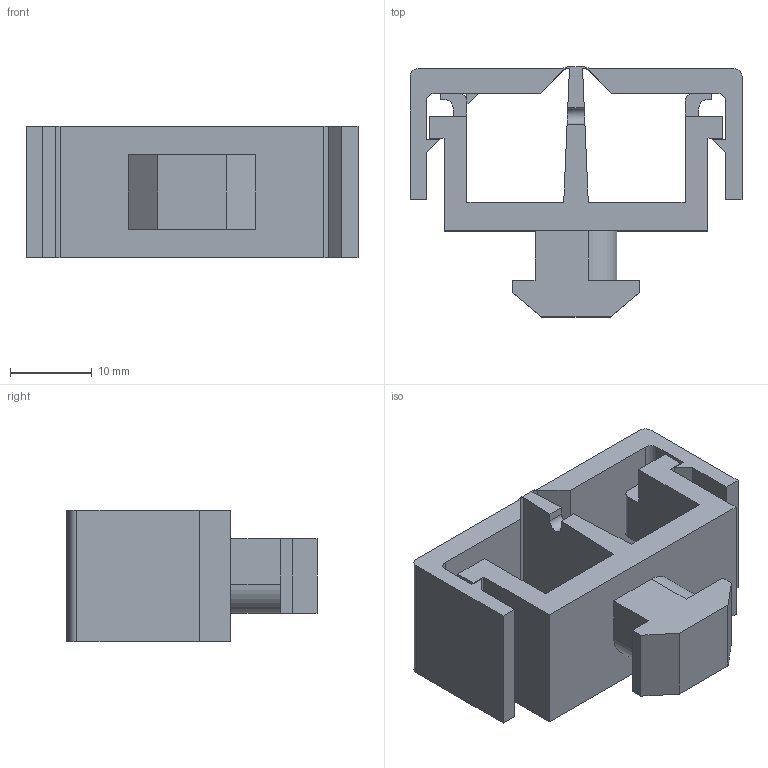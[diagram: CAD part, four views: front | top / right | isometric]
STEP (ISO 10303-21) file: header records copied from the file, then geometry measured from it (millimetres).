
FILE_DESCRIPTION (( 'STEP AP214' ), '1' );
FILE_NAME ('SNSD.30.51.94. Êëèïñà êàáåëü-êàíàëà K-4, ïàç 10(B01).STEP', '2015-01-15T13:11:34', ( 'XTreme.ws' ), ( 'XTreme.ws' ), 'SwSTEP 2.0', 'SolidWorks 2014', '' );
FILE_SCHEMA (( 'AUTOMOTIVE_DESIGN' ));
Length unit declared in the file: millimetre
Products named in the file (2): SNSD.30.51.94. Êëèïñà êàáåëü-êàíàëà K-4, ïàç 10(B01)
Bounding box: 40.5 x 30.5 x 16 mm (x, y, z)
Volume: 7171.6 mm3; surface area: 6005.7 mm2
Topology: 1 solids, 1 shells, 84 faces, 250 edges, 166 vertices
Faces by surface type: plane 67, cylinder 17
Entity records: 2847 total; most frequent: CARTESIAN_POINT 520, ORIENTED_EDGE 500, DIRECTION 444, EDGE_CURVE 250, LINE 216, VECTOR 216, VERTEX_POINT 166, AXIS2_PLACEMENT_3D 114
